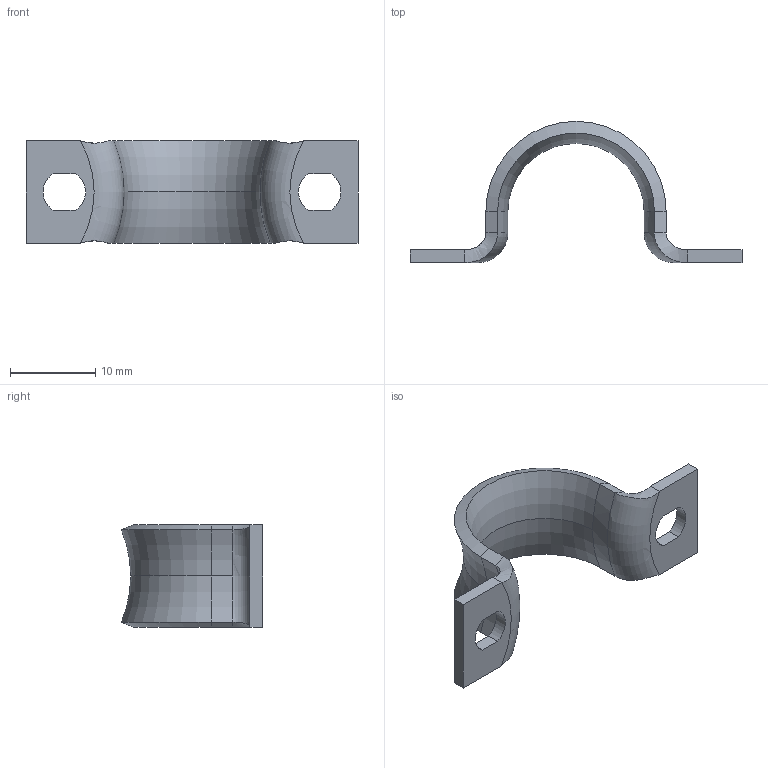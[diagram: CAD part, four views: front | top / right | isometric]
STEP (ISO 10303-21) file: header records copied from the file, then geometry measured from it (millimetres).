
FILE_DESCRIPTION (( 'STEP AP203' ), '1' );
FILE_NAME ('1044257.STEP', '2016-05-25T07:59:10', ( 'test' ), ( '' ), 'SwSTEP 2.0', 'SolidWorks 2014', '' );
FILE_SCHEMA (( 'CONFIG_CONTROL_DESIGN' ));
Length unit declared in the file: millimetre
Products named in the file (1): 1044257
Bounding box: 39 x 16.59 x 12 mm (x, y, z)
Volume: 960.2 mm3; surface area: 1537.3 mm2
Topology: 1 solids, 1 shells, 42 faces, 94 edges, 54 vertices
Faces by surface type: plane 18, cylinder 10, torus 8, bspline 4, cone 2
Entity records: 4255 total; most frequent: CARTESIAN_POINT 3263, DIRECTION 188, ORIENTED_EDGE 188, EDGE_CURVE 94, AXIS2_PLACEMENT_3D 71, VERTEX_POINT 54, VECTOR 46, LINE 46
